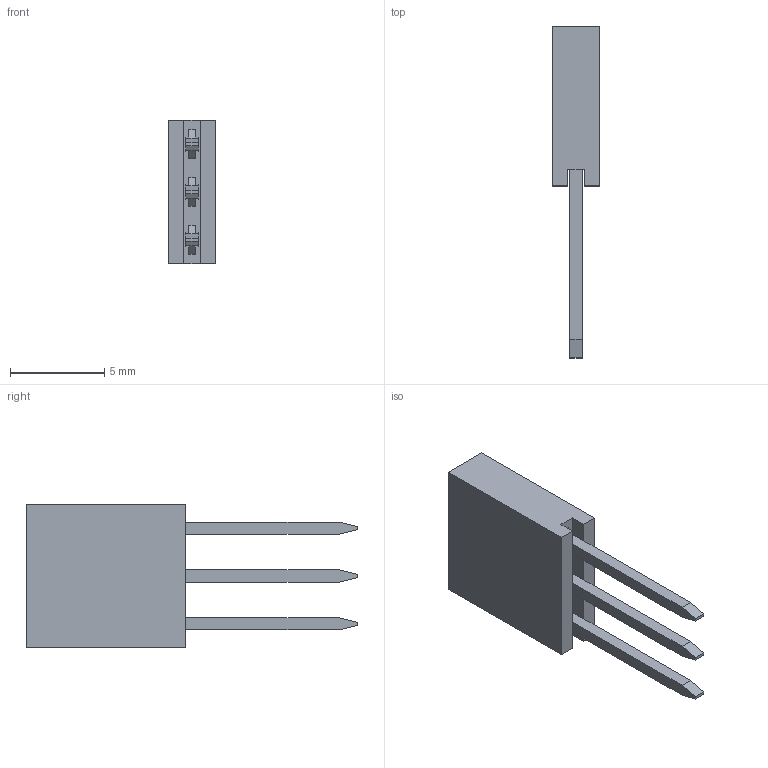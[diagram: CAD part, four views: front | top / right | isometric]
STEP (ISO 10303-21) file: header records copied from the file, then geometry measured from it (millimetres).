
FILE_DESCRIPTION (( 'STEP AP214' ), '1' );
FILE_NAME ('pin header female 2.54mm_0.1in.STEP', '2019-03-20T13:45:57', ( '' ), ( '' ), 'SwSTEP 2.0', 'SolidWorks 2014', '' );
FILE_SCHEMA (( 'AUTOMOTIVE_DESIGN' ));
Length unit declared in the file: millimetre
Products named in the file (1): pin header female 2.54mm_0.1in
Bounding box: 2.54 x 17.64 x 7.62 mm (x, y, z)
Volume: 166.6 mm3; surface area: 472.1 mm2
Topology: 4 solids, 4 shells, 112 faces, 300 edges, 196 vertices
Faces by surface type: plane 109, cylinder 3
Entity records: 4477 total; most frequent: CARTESIAN_POINT 609, ORIENTED_EDGE 600, DIRECTION 532, EDGE_CURVE 300, LINE 294, VECTOR 294, VERTEX_POINT 196, AXIS2_PLACEMENT_3D 119
